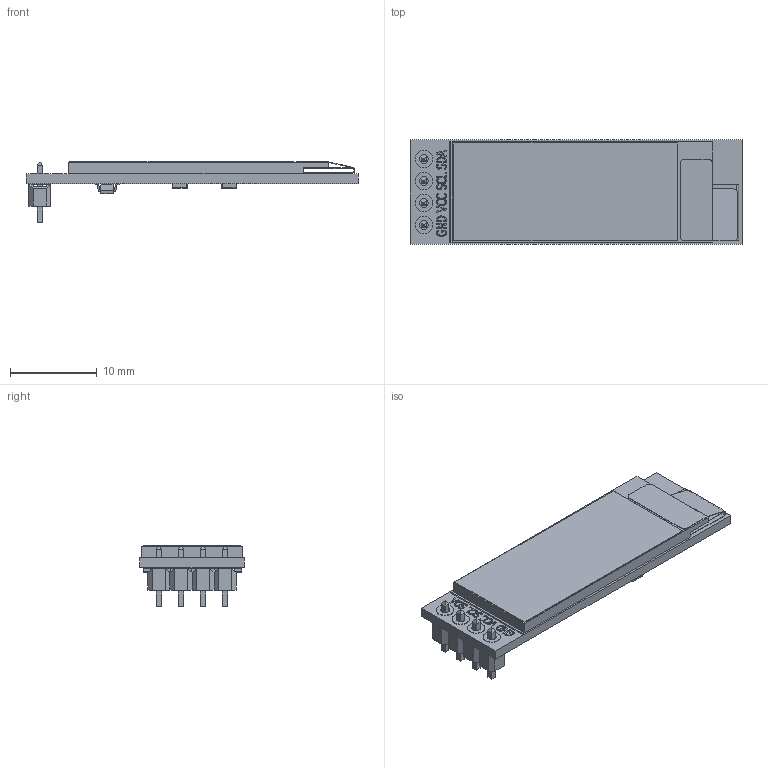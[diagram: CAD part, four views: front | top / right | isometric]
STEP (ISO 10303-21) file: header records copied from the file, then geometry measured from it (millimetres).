
FILE_DESCRIPTION(/* description */ ('','CAx-IF Rec.Pracs.---Representation and Presentation of Product Manufacturing Information (PMI)---4.0---2014-10-13'),/* implementation_level */ '2;1');
FILE_NAME(/* name */ 'OLED_0.91_128x32_trimmed.step',/* time_stamp */ '2025-02-16T21:49:16-08:00',/* author */ (''),/* organization */ (''),/* preprocessor_version */ 'ST-DEVELOPER v20',/* originating_system */ 'Autodesk Translation Framework v13.20.0.188',/* authorisation */ '');
FILE_SCHEMA (('AP242_MANAGED_MODEL_BASED_3D_ENGINEERING_MIM_LF { 1 0 10303 442 1 1 4 }'));
Length unit declared in the file: millimetre
Products named in the file (5): OLED_0.91_128x32_1; OLED_0.91_128x32; Pin Header 4 x 1 TH 2.54mm Pitch; RESC-0603; 2SD0601A
Assembly tree (16 placements, depth 2):
  OLED_0.91_128x32_1
    OLED_0.91_128x32
    Pin Header 4 x 1 TH 2.54mm Pitch
    RESC-0603  x13
    2SD0601A
Bounding box: 38.3 x 12.1 x 6.96 mm (x, y, z)
Volume: 1064.2 mm3; surface area: 1761.3 mm2
Topology: 52 solids, 52 shells, 1121 faces, 2881 edges, 1890 vertices
Faces by surface type: plane 820, cylinder 191, bspline 110
Full cylindrical faces by diameter (mm): 1 x4, 2 x8
Entity records: 16007 total; most frequent: CARTESIAN_POINT 4073, ORIENTED_EDGE 2546, DIRECTION 1963, EDGE_CURVE 1273, LINE 959, VECTOR 959, VERTEX_POINT 834, EDGE_LOOP 539
